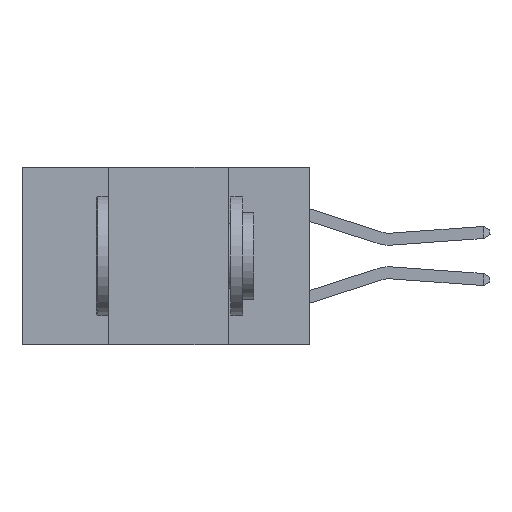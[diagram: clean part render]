
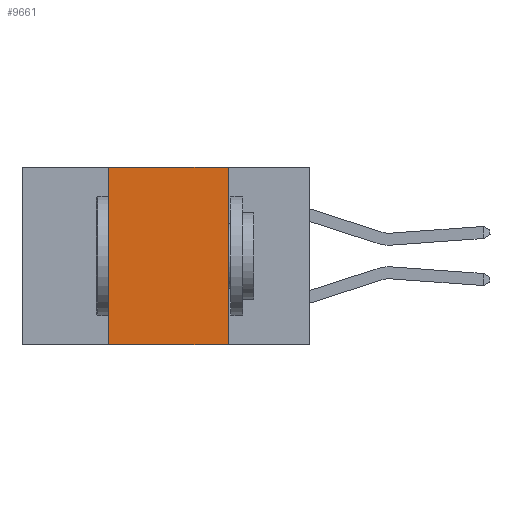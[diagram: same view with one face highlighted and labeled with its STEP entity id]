
A CAD part, left-side view. The second image highlights one B-rep face of the part: STEP entity #9661.
In plain terms, the highlighted planar face has unit normal (-1, 0, 0).
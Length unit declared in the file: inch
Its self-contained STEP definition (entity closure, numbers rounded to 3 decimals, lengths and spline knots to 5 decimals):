
#829 = DIRECTION ( 'NONE',  ( 1., 0., 0. ) ) ;
#858 = CARTESIAN_POINT ( 'NONE',  ( 0., 0.42, -0.37 ) ) ;
#1038 = VECTOR ( 'NONE', #25488, 39.37008 ) ;
#1154 = EDGE_CURVE ( 'NONE', #19716, #20998, #6536, .T. ) ;
#1454 = VERTEX_POINT ( 'NONE', #3386 ) ;
#1930 = EDGE_CURVE ( 'NONE', #1454, #19716, #15025, .T. ) ;
#2925 = DIRECTION ( 'NONE',  ( 0., 0., -1. ) ) ;
#3140 = VECTOR ( 'NONE', #18059, 39.37008 ) ;
#3386 = CARTESIAN_POINT ( 'NONE',  ( 0., 0.42, 0. ) ) ;
#4244 = CARTESIAN_POINT ( 'NONE',  ( 0., 0.17, 0. ) ) ;
#6322 = EDGE_LOOP ( 'NONE', ( #23768, #18784, #19741, #10534 ) ) ;
#6536 = LINE ( 'NONE', #18070, #7288 ) ;
#7029 = EDGE_CURVE ( 'NONE', #15692, #1454, #8757, .T. ) ;
#7288 = VECTOR ( 'NONE', #18587, 39.37008 ) ;
#7329 = DIRECTION ( 'NONE',  ( 0., 0., 1. ) ) ;
#8757 = LINE ( 'NONE', #18983, #11647 ) ;
#9661 = ADVANCED_FACE ( 'NONE', ( #18896 ), #14988, .F. ) ;
#10398 = EDGE_CURVE ( 'NONE', #15692, #20998, #23726, .T. ) ;
#10534 = ORIENTED_EDGE ( 'NONE', *, *, #10398, .T. ) ;
#11223 = CARTESIAN_POINT ( 'NONE',  ( 0., 0.6, 0. ) ) ;
#11647 = VECTOR ( 'NONE', #7329, 39.37008 ) ;
#12751 = CARTESIAN_POINT ( 'NONE',  ( 0., 0.6, 0. ) ) ;
#14988 = PLANE ( 'NONE',  #24514 ) ;
#15025 = LINE ( 'NONE', #11223, #1038 ) ;
#15692 = VERTEX_POINT ( 'NONE', #858 ) ;
#18059 = DIRECTION ( 'NONE',  ( 0., -1., 0. ) ) ;
#18070 = CARTESIAN_POINT ( 'NONE',  ( 0., 0.17, -0.37 ) ) ;
#18587 = DIRECTION ( 'NONE',  ( 0., 0., -1. ) ) ;
#18784 = ORIENTED_EDGE ( 'NONE', *, *, #1930, .F. ) ;
#18896 = FACE_OUTER_BOUND ( 'NONE', #6322, .T. ) ;
#18983 = CARTESIAN_POINT ( 'NONE',  ( 0., 0.42, -0.37 ) ) ;
#19716 = VERTEX_POINT ( 'NONE', #4244 ) ;
#19741 = ORIENTED_EDGE ( 'NONE', *, *, #7029, .F. ) ;
#19903 = CARTESIAN_POINT ( 'NONE',  ( 0., 0.17, -0.37 ) ) ;
#20998 = VERTEX_POINT ( 'NONE', #19903 ) ;
#23726 = LINE ( 'NONE', #23956, #3140 ) ;
#23768 = ORIENTED_EDGE ( 'NONE', *, *, #1154, .F. ) ;
#23956 = CARTESIAN_POINT ( 'NONE',  ( 0., 0.6, -0.37 ) ) ;
#24514 = AXIS2_PLACEMENT_3D ( 'NONE', #12751, #829, #2925 ) ;
#25488 = DIRECTION ( 'NONE',  ( 0., -1., 0. ) ) ;
